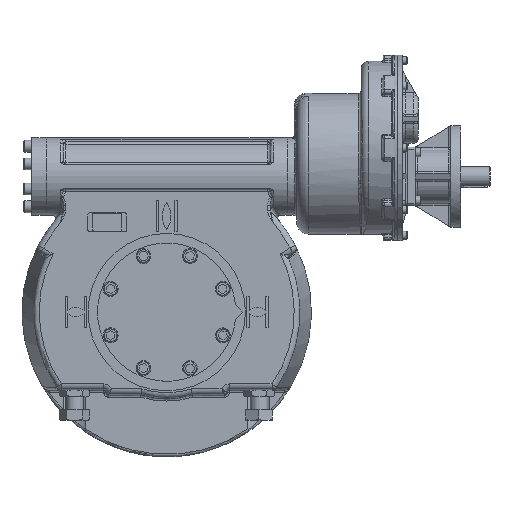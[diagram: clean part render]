
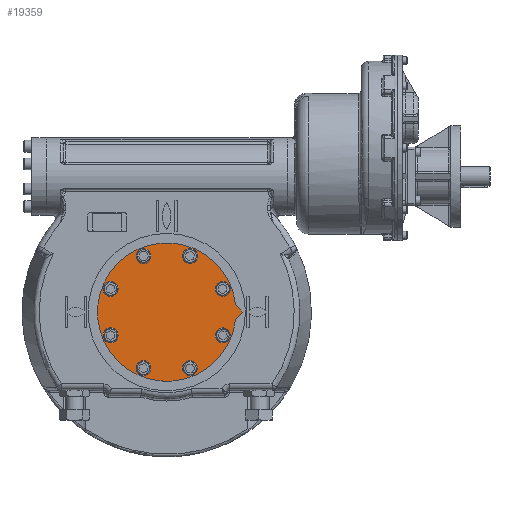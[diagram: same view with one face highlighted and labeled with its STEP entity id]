
A CAD part, top view. The second image highlights one B-rep face of the part: STEP entity #19359.
In plain terms, the highlighted planar face has unit normal (0, 0, 1).
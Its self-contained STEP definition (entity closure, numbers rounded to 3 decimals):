
#1634=PLANE('',#22232);
#2810=LINE('',#51539,#4003);
#2813=LINE('',#51545,#4006);
#4003=VECTOR('',#27344,1000.);
#4006=VECTOR('',#27349,1000.);
#9110=ORIENTED_EDGE('',*,*,#12063,.T.);
#9111=ORIENTED_EDGE('',*,*,#12064,.T.);
#9112=ORIENTED_EDGE('',*,*,#12065,.T.);
#9113=ORIENTED_EDGE('',*,*,#12066,.T.);
#9114=ORIENTED_EDGE('',*,*,#12067,.T.);
#9115=ORIENTED_EDGE('',*,*,#12068,.T.);
#9116=ORIENTED_EDGE('',*,*,#12069,.T.);
#9117=ORIENTED_EDGE('',*,*,#12070,.T.);
#9118=ORIENTED_EDGE('',*,*,#12048,.F.);
#9119=ORIENTED_EDGE('',*,*,#12054,.F.);
#9120=ORIENTED_EDGE('',*,*,#12051,.F.);
#12048=EDGE_CURVE('',#13994,#13995,#2810,.T.);
#12051=EDGE_CURVE('',#13995,#13997,#2813,.T.);
#12054=EDGE_CURVE('',#13997,#13994,#15007,.T.);
#12063=EDGE_CURVE('',#14006,#14006,#15016,.T.);
#12064=EDGE_CURVE('',#14007,#14007,#15017,.T.);
#12065=EDGE_CURVE('',#14008,#14008,#15018,.T.);
#12066=EDGE_CURVE('',#14009,#14009,#15019,.T.);
#12067=EDGE_CURVE('',#14010,#14010,#15020,.T.);
#12068=EDGE_CURVE('',#14011,#14011,#15021,.T.);
#12069=EDGE_CURVE('',#14012,#14012,#15022,.T.);
#12070=EDGE_CURVE('',#14013,#14013,#15023,.T.);
#13994=VERTEX_POINT('',#51538);
#13995=VERTEX_POINT('',#51540);
#13997=VERTEX_POINT('',#51546);
#14006=VERTEX_POINT('',#51570);
#14007=VERTEX_POINT('',#51572);
#14008=VERTEX_POINT('',#51574);
#14009=VERTEX_POINT('',#51576);
#14010=VERTEX_POINT('',#51578);
#14011=VERTEX_POINT('',#51580);
#14012=VERTEX_POINT('',#51582);
#14013=VERTEX_POINT('',#51584);
#15007=CIRCLE('',#22222,142.5);
#15016=CIRCLE('',#22233,10.5);
#15017=CIRCLE('',#22234,10.5);
#15018=CIRCLE('',#22235,10.5);
#15019=CIRCLE('',#22236,10.5);
#15020=CIRCLE('',#22237,10.5);
#15021=CIRCLE('',#22238,10.5);
#15022=CIRCLE('',#22239,10.5);
#15023=CIRCLE('',#22240,10.5);
#16445=EDGE_LOOP('',(#9110));
#16446=EDGE_LOOP('',(#9111));
#16447=EDGE_LOOP('',(#9112));
#16448=EDGE_LOOP('',(#9113));
#16449=EDGE_LOOP('',(#9114));
#16450=EDGE_LOOP('',(#9115));
#16451=EDGE_LOOP('',(#9116));
#16452=EDGE_LOOP('',(#9117));
#16453=EDGE_LOOP('',(#9118,#9119,#9120));
#17906=FACE_BOUND('',#16445,.T.);
#17907=FACE_BOUND('',#16446,.T.);
#17908=FACE_BOUND('',#16447,.T.);
#17909=FACE_BOUND('',#16448,.T.);
#17910=FACE_BOUND('',#16449,.T.);
#17911=FACE_BOUND('',#16450,.T.);
#17912=FACE_BOUND('',#16451,.T.);
#17913=FACE_BOUND('',#16452,.T.);
#17914=FACE_BOUND('',#16453,.T.);
#19359=ADVANCED_FACE('',(#17906,#17907,#17908,#17909,#17910,#17911,#17912,
#17913,#17914),#1634,.F.);
#22222=AXIS2_PLACEMENT_3D('',#51550,#27355,#27356);
#22232=AXIS2_PLACEMENT_3D('',#51568,#27375,#27376);
#22233=AXIS2_PLACEMENT_3D('',#51569,#27377,#27378);
#22234=AXIS2_PLACEMENT_3D('',#51571,#27379,#27380);
#22235=AXIS2_PLACEMENT_3D('',#51573,#27381,#27382);
#22236=AXIS2_PLACEMENT_3D('',#51575,#27383,#27384);
#22237=AXIS2_PLACEMENT_3D('',#51577,#27385,#27386);
#22238=AXIS2_PLACEMENT_3D('',#51579,#27387,#27388);
#22239=AXIS2_PLACEMENT_3D('',#51581,#27389,#27390);
#22240=AXIS2_PLACEMENT_3D('',#51583,#27391,#27392);
#27344=DIRECTION('',(0.707,-0.707,0.));
#27349=DIRECTION('',(-0.707,-0.707,0.));
#27355=DIRECTION('',(0.,0.,-1.));
#27356=DIRECTION('',(1.,0.,0.));
#27375=DIRECTION('',(0.,0.,-1.));
#27376=DIRECTION('',(1.,0.,0.));
#27377=DIRECTION('',(0.,0.,-1.));
#27378=DIRECTION('',(0.707,0.707,0.));
#27379=DIRECTION('',(0.,0.,-1.));
#27380=DIRECTION('',(0.,1.,0.));
#27381=DIRECTION('',(0.,0.,-1.));
#27382=DIRECTION('',(-0.707,0.707,0.));
#27383=DIRECTION('',(0.,0.,-1.));
#27384=DIRECTION('',(-1.,0.,0.));
#27385=DIRECTION('',(0.,0.,-1.));
#27386=DIRECTION('',(-0.707,-0.707,0.));
#27387=DIRECTION('',(0.,0.,-1.));
#27388=DIRECTION('',(0.,-1.,0.));
#27389=DIRECTION('',(0.,0.,-1.));
#27390=DIRECTION('',(0.707,-0.707,0.));
#27391=DIRECTION('',(0.,0.,-1.));
#27392=DIRECTION('',(1.,0.,0.));
#51538=CARTESIAN_POINT('',(141.673,15.327,78.));
#51539=CARTESIAN_POINT('',(157.,0.,78.));
#51540=CARTESIAN_POINT('',(157.,0.,78.));
#51545=CARTESIAN_POINT('',(157.,0.,78.));
#51546=CARTESIAN_POINT('',(141.673,-15.327,78.));
#51550=CARTESIAN_POINT('',(0.,0.,78.));
#51568=CARTESIAN_POINT('',(0.,0.,78.));
#51569=CARTESIAN_POINT('',(47.835,115.485,78.));
#51570=CARTESIAN_POINT('',(55.26,122.91,78.));
#51571=CARTESIAN_POINT('',(-47.835,115.485,78.));
#51572=CARTESIAN_POINT('',(-47.835,125.985,78.));
#51573=CARTESIAN_POINT('',(-115.485,47.835,78.));
#51574=CARTESIAN_POINT('',(-122.91,55.26,78.));
#51575=CARTESIAN_POINT('',(-115.485,-47.835,78.));
#51576=CARTESIAN_POINT('',(-125.985,-47.835,78.));
#51577=CARTESIAN_POINT('',(-47.835,-115.485,78.));
#51578=CARTESIAN_POINT('',(-55.26,-122.91,78.));
#51579=CARTESIAN_POINT('',(47.835,-115.485,78.));
#51580=CARTESIAN_POINT('',(47.835,-125.985,78.));
#51581=CARTESIAN_POINT('',(115.485,-47.835,78.));
#51582=CARTESIAN_POINT('',(122.91,-55.26,78.));
#51583=CARTESIAN_POINT('',(115.485,47.835,78.));
#51584=CARTESIAN_POINT('',(125.985,47.835,78.));
